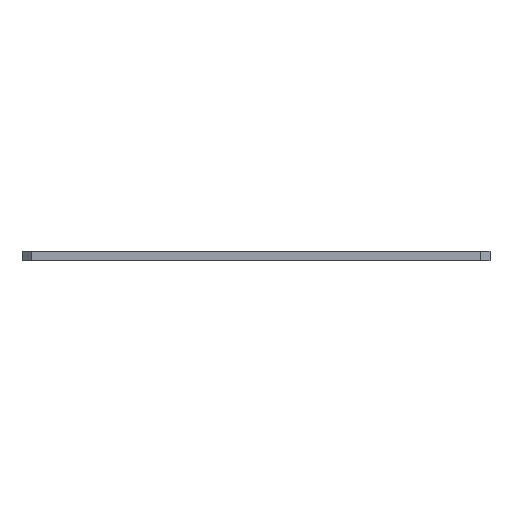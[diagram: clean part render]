
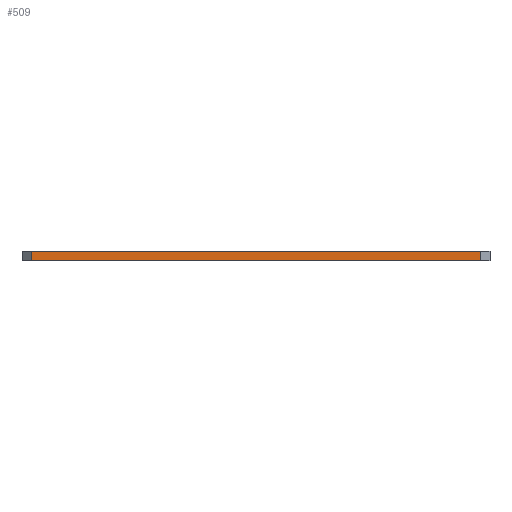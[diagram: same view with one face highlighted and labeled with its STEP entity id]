
A CAD part, front view. The second image highlights one B-rep face of the part: STEP entity #509.
In plain terms, the highlighted planar face has unit normal (0, -1, 0).
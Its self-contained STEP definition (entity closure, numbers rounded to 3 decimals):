
#33 = DIRECTION ( 'NONE',  ( 0., 0., -1. ) ) ;
#34 = EDGE_CURVE ( 'NONE', #381, #182, #569, .T. ) ;
#38 = VECTOR ( 'NONE', #146, 1000. ) ;
#53 = LINE ( 'NONE', #307, #424 ) ;
#58 = PLANE ( 'NONE',  #102 ) ;
#80 = EDGE_LOOP ( 'NONE', ( #174, #184, #223, #444 ) ) ;
#94 = LINE ( 'NONE', #609, #548 ) ;
#102 = AXIS2_PLACEMENT_3D ( 'NONE', #505, #442, #366 ) ;
#146 = DIRECTION ( 'NONE',  ( -1., 0., 0. ) ) ;
#163 = DIRECTION ( 'NONE',  ( -1., 0., 0. ) ) ;
#174 = ORIENTED_EDGE ( 'NONE', *, *, #286, .T. ) ;
#182 = VERTEX_POINT ( 'NONE', #246 ) ;
#184 = ORIENTED_EDGE ( 'NONE', *, *, #481, .T. ) ;
#197 = CARTESIAN_POINT ( 'NONE',  ( -50., -150., 0. ) ) ;
#223 = ORIENTED_EDGE ( 'NONE', *, *, #34, .F. ) ;
#246 = CARTESIAN_POINT ( 'NONE',  ( -48., -150., -2. ) ) ;
#286 = EDGE_CURVE ( 'NONE', #767, #803, #395, .T. ) ;
#307 = CARTESIAN_POINT ( 'NONE',  ( 48., -150., -2. ) ) ;
#366 = DIRECTION ( 'NONE',  ( 0., 0., 1. ) ) ;
#381 = VERTEX_POINT ( 'NONE', #422 ) ;
#395 = LINE ( 'NONE', #197, #38 ) ;
#422 = CARTESIAN_POINT ( 'NONE',  ( 48., -150., -2. ) ) ;
#424 = VECTOR ( 'NONE', #630, 1000. ) ;
#442 = DIRECTION ( 'NONE',  ( 0., 1., 0. ) ) ;
#444 = ORIENTED_EDGE ( 'NONE', *, *, #582, .T. ) ;
#481 = EDGE_CURVE ( 'NONE', #803, #182, #94, .T. ) ;
#493 = VECTOR ( 'NONE', #163, 1000. ) ;
#505 = CARTESIAN_POINT ( 'NONE',  ( -50., -150., -2. ) ) ;
#509 = ADVANCED_FACE ( 'NONE', ( #825 ), #58, .F. ) ;
#548 = VECTOR ( 'NONE', #33, 1000. ) ;
#553 = CARTESIAN_POINT ( 'NONE',  ( -50., -150., -2. ) ) ;
#569 = LINE ( 'NONE', #553, #493 ) ;
#582 = EDGE_CURVE ( 'NONE', #381, #767, #53, .T. ) ;
#598 = CARTESIAN_POINT ( 'NONE',  ( -48., -150., 0. ) ) ;
#609 = CARTESIAN_POINT ( 'NONE',  ( -48., -150., -2. ) ) ;
#630 = DIRECTION ( 'NONE',  ( 0., 0., 1. ) ) ;
#693 = CARTESIAN_POINT ( 'NONE',  ( 48., -150., 0. ) ) ;
#767 = VERTEX_POINT ( 'NONE', #693 ) ;
#803 = VERTEX_POINT ( 'NONE', #598 ) ;
#825 = FACE_OUTER_BOUND ( 'NONE', #80, .T. ) ;
